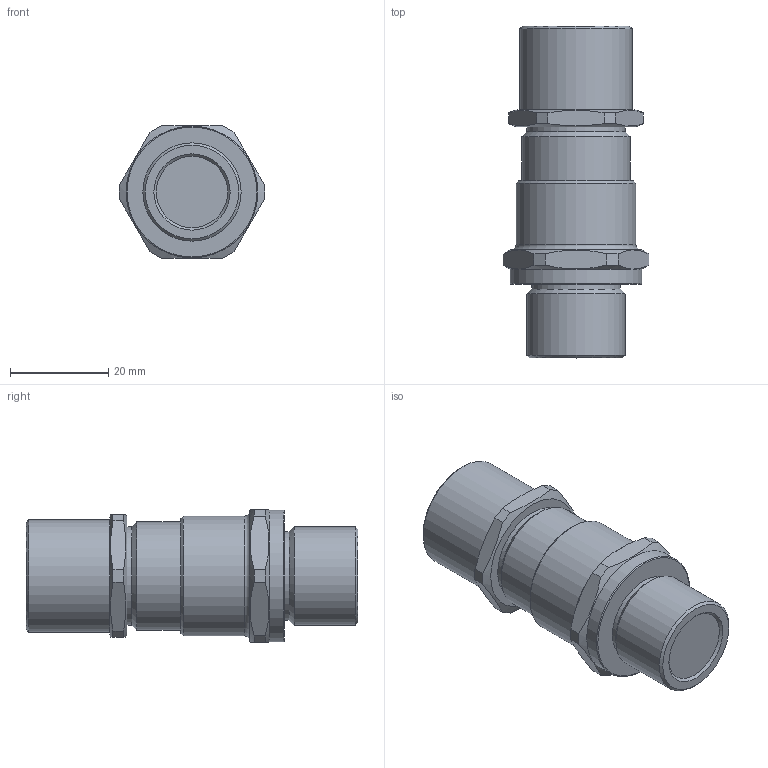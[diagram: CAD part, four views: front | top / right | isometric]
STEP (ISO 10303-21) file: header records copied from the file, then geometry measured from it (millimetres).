
FILE_DESCRIPTION(/* description */ (''),/* implementation_level */ '2;1');
FILE_NAME(/* name */ '',/* time_stamp */ '2024-10-29T16:39:50+07:00',/* author */ ('zeta-82'),/* organization */ (''),/* preprocessor_version */ 'ST-DEVELOPER v19.2',/* originating_system */ 'Autodesk Inventor 2024',/* authorisation */ '');
FILE_SCHEMA (('AUTOMOTIVE_DESIGN { 1 0 10303 214 3 1 1 }'));
Length unit declared in the file: millimetre
Products named in the file (1): Деталь4
Bounding box: 29.68 x 67.5 x 27 mm (x, y, z)
Volume: 30823 mm3; surface area: 10576.1 mm2
Topology: 5 solids, 5 shells, 78 faces, 171 edges, 110 vertices
Faces by surface type: plane 41, cylinder 15, cone 15, torus 7
Full cylindrical faces by diameter (mm): 14 x1, 14.5 x2, 17.5 x1, 18 x1, 20 x6, 22 x1, 22.9 x1, 24.4 x1, 26.8 x1
Entity records: 2259 total; most frequent: CARTESIAN_POINT 464, ORIENTED_EDGE 342, DIRECTION 342, EDGE_CURVE 171, AXIS2_PLACEMENT_3D 144, VERTEX_POINT 110, EDGE_LOOP 89, STYLED_ITEM 80
